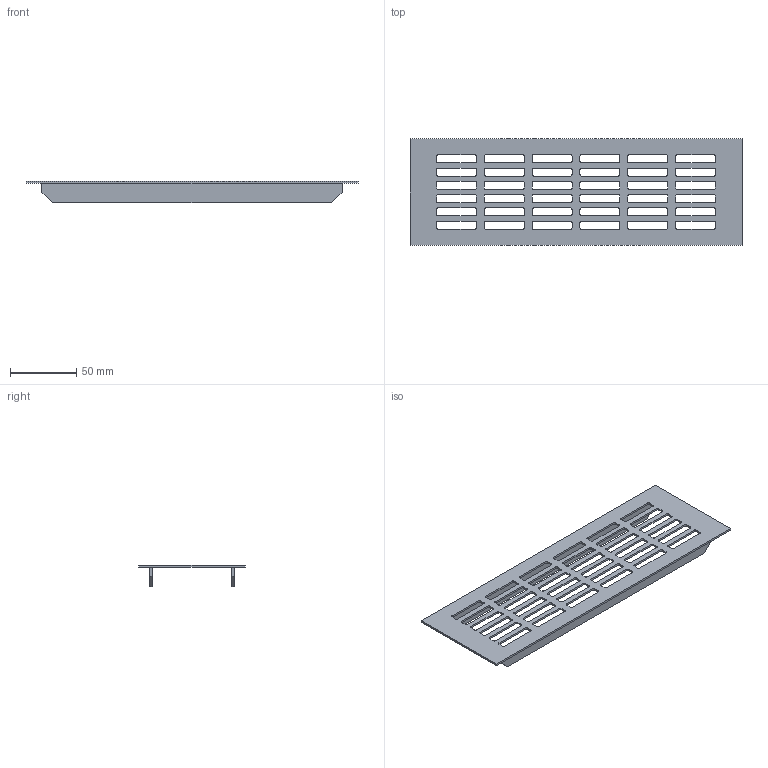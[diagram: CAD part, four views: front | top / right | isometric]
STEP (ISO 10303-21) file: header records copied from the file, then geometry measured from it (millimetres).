
FILE_DESCRIPTION (( 'STEP AP214' ), '1' );
FILE_NAME ('F000957,F000980,F001003_3D.step', '2022-08-15T13:44:38', ( '' ), ( '' ), 'SwSTEP 2.0', 'SolidWorks 2020', '' );
FILE_SCHEMA (( 'AUTOMOTIVE_DESIGN' ));
Length unit declared in the file: millimetre
Products named in the file (1): F000957,F000980,F001003_3D
Bounding box: 250 x 80 x 16.5 mm (x, y, z)
Volume: 33630.4 mm3; surface area: 45273.6 mm2
Topology: 1 solids, 1 shells, 308 faces, 912 edges, 608 vertices
Faces by surface type: plane 164, cylinder 144
Entity records: 10542 total; most frequent: CARTESIAN_POINT 1829, ORIENTED_EDGE 1824, DIRECTION 1818, EDGE_CURVE 912, VECTOR 624, LINE 624, VERTEX_POINT 608, AXIS2_PLACEMENT_3D 597
